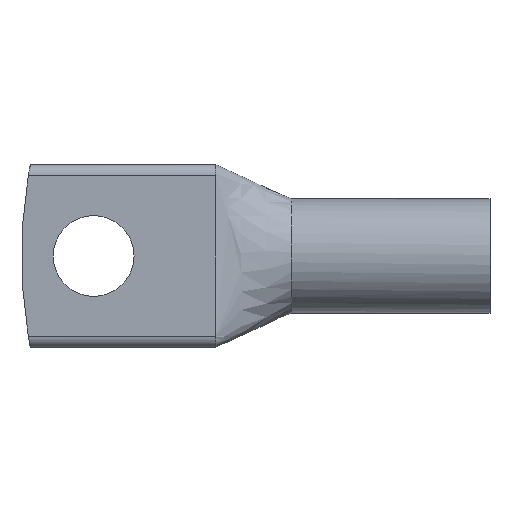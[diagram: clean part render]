
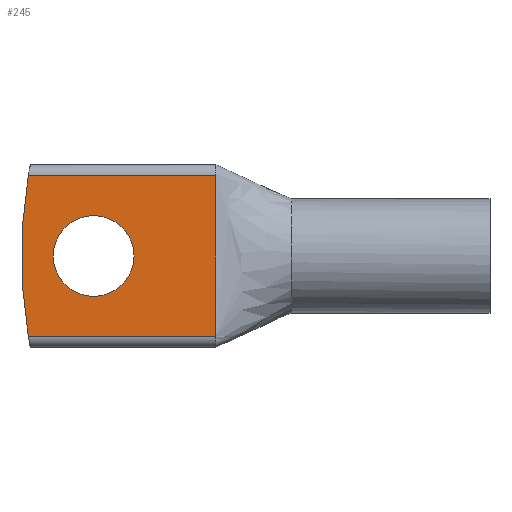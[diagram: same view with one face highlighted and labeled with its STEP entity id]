
A CAD part, left-side view. The second image highlights one B-rep face of the part: STEP entity #245.
In plain terms, the highlighted planar face has unit normal (-1, 0, 0).
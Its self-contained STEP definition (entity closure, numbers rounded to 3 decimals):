
#30=B_SPLINE_CURVE_WITH_KNOTS('',3,(#380,#381,#382,#383),.UNSPECIFIED.,
 .F.,.F.,(4,4),(0.,1.),.UNSPECIFIED.);
#42=LINE('',#378,#48);
#43=LINE('',#385,#49);
#48=VECTOR('',#311,1000.);
#49=VECTOR('',#312,1000.);
#57=ORIENTED_EDGE('',*,*,#123,.F.);
#58=ORIENTED_EDGE('',*,*,#124,.T.);
#59=ORIENTED_EDGE('',*,*,#125,.F.);
#60=ORIENTED_EDGE('',*,*,#126,.F.);
#61=ORIENTED_EDGE('',*,*,#127,.T.);
#123=EDGE_CURVE('',#156,#157,#182,.F.);
#124=EDGE_CURVE('',#156,#158,#42,.T.);
#125=EDGE_CURVE('',#159,#158,#30,.F.);
#126=EDGE_CURVE('',#157,#159,#43,.T.);
#127=EDGE_CURVE('',#160,#160,#183,.F.);
#156=VERTEX_POINT('',#376);
#157=VERTEX_POINT('',#377);
#158=VERTEX_POINT('',#379);
#159=VERTEX_POINT('',#384);
#160=VERTEX_POINT('',#387);
#182=CIRCLE('',#274,30.);
#183=CIRCLE('',#275,2.65);
#198=EDGE_LOOP('',(#57,#58,#59,#60));
#199=EDGE_LOOP('',(#61));
#220=FACE_BOUND('',#198,.T.);
#221=FACE_BOUND('',#199,.T.);
#241=PLANE('',#273);
#245=ADVANCED_FACE('',(#220,#221),#241,.T.);
#273=AXIS2_PLACEMENT_3D('',#374,#307,#308);
#274=AXIS2_PLACEMENT_3D('',#375,#309,#310);
#275=AXIS2_PLACEMENT_3D('',#386,#313,#314);
#307=DIRECTION('',(-1.,0.,0.));
#308=DIRECTION('',(0.,0.,1.));
#309=DIRECTION('',(-1.,0.,0.));
#310=DIRECTION('',(0.,0.,1.));
#311=DIRECTION('',(0.,-1.,0.));
#312=DIRECTION('',(0.,-1.,0.));
#313=DIRECTION('',(-1.,0.,0.));
#314=DIRECTION('',(0.,0.,1.));
#374=CARTESIAN_POINT('',(-4.55,0.,0.));
#375=CARTESIAN_POINT('',(-4.55,0.75,0.));
#376=CARTESIAN_POINT('',(-4.55,30.287,-5.25));
#377=CARTESIAN_POINT('',(-4.55,30.287,5.25));
#378=CARTESIAN_POINT('',(-4.55,30.75,-5.25));
#379=CARTESIAN_POINT('',(-4.55,18.,-5.25));
#380=CARTESIAN_POINT('',(-4.55,18.,-5.25));
#381=CARTESIAN_POINT('',(-4.55,18.,-1.75));
#382=CARTESIAN_POINT('',(-4.55,18.,1.75));
#383=CARTESIAN_POINT('',(-4.55,18.,5.25));
#384=CARTESIAN_POINT('',(-4.55,18.,5.25));
#385=CARTESIAN_POINT('',(-4.55,30.75,5.25));
#386=CARTESIAN_POINT('',(-4.55,26.,0.));
#387=CARTESIAN_POINT('',(-4.55,26.,2.65));
